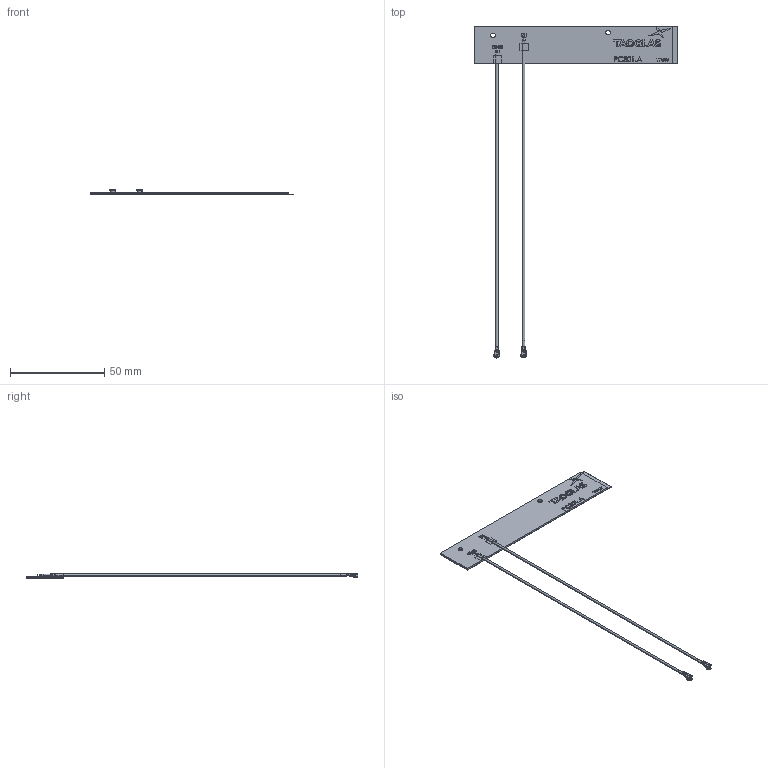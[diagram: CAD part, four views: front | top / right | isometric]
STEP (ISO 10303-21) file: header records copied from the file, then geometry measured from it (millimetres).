
FILE_DESCRIPTION (( 'STEP AP214' ), '1' );
FILE_NAME ('PC301.A WEB STEP.STEP', '2025-11-04T15:09:08', ( '' ), ( '' ), 'SwSTEP 2.0', 'SolidWorks 2024', '' );
FILE_SCHEMA (( 'AUTOMOTIVE_DESIGN' ));
Length unit declared in the file: millimetre
Products named in the file (1): PC301.A WEB STEP
Bounding box: 108 x 176.04 x 2.67 mm (x, y, z)
Surface area: 14522.4 mm2 (no closed solid volume)
Topology: 0 solids, 9 shells, 1156 faces, 3270 edges, 2208 vertices
Faces by surface type: plane 727, bspline 203, cylinder 184, cone 42
Entity records: 46163 total; most frequent: CARTESIAN_POINT 17598, ORIENTED_EDGE 6520, DIRECTION 4844, EDGE_CURVE 3262, VECTOR 2328, LINE 2328, VERTEX_POINT 2208, AXIS2_PLACEMENT_3D 1258
